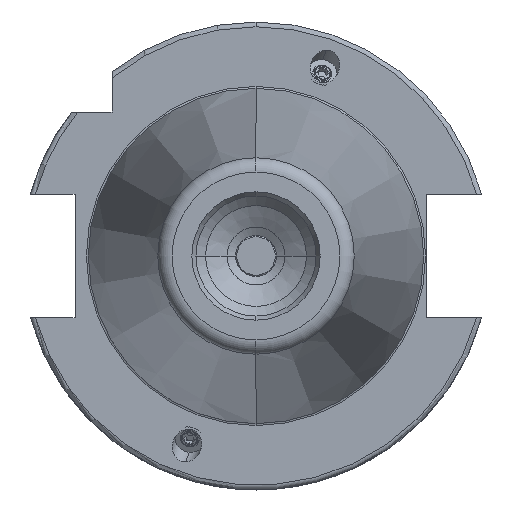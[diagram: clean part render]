
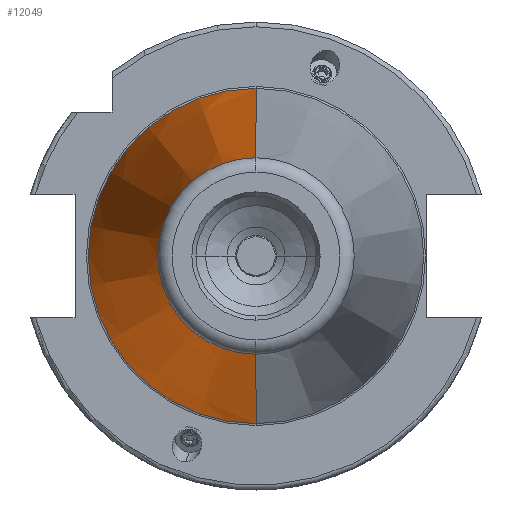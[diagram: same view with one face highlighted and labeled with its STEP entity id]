
A CAD part, left-side view. The second image highlights one B-rep face of the part: STEP entity #12049.
In plain terms, the highlighted conical face has half-angle 8.297 degrees and reference radius 34.925 mm.
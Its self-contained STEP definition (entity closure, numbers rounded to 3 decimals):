
#11 = CARTESIAN_POINT ( 'NONE',  ( -99.183, -20.461, 0. ) ) ;
#159 = VERTEX_POINT ( 'NONE', #11 ) ;
#554 = VECTOR ( 'NONE', #7117, 1000. ) ;
#1221 = CONICAL_SURFACE ( 'NONE', #2531, 34.925, 0.145 ) ;
#1476 = LINE ( 'NONE', #12641, #5756 ) ;
#1539 = ORIENTED_EDGE ( 'NONE', *, *, #3980, .T. ) ;
#1811 = AXIS2_PLACEMENT_3D ( 'NONE', #5240, #8280, #6074 ) ;
#1964 = ORIENTED_EDGE ( 'NONE', *, *, #2049, .T. ) ;
#2044 = CARTESIAN_POINT ( 'NONE',  ( -99.183, 20.461, 0. ) ) ;
#2049 = EDGE_CURVE ( 'NONE', #4456, #11329, #9707, .T. ) ;
#2271 = DIRECTION ( 'NONE',  ( 0., -1., 0. ) ) ;
#2531 = AXIS2_PLACEMENT_3D ( 'NONE', #7929, #3031, #11965 ) ;
#3031 = DIRECTION ( 'NONE',  ( 1., 0., 0. ) ) ;
#3078 = AXIS2_PLACEMENT_3D ( 'NONE', #7377, #9518, #2271 ) ;
#3118 = EDGE_CURVE ( 'NONE', #159, #5123, #10378, .T. ) ;
#3980 = EDGE_CURVE ( 'NONE', #159, #4456, #11180, .T. ) ;
#4456 = VERTEX_POINT ( 'NONE', #8204 ) ;
#5123 = VERTEX_POINT ( 'NONE', #2044 ) ;
#5240 = CARTESIAN_POINT ( 'NONE',  ( -99.183, 0., 0. ) ) ;
#5756 = VECTOR ( 'NONE', #9538, 1000. ) ;
#6074 = DIRECTION ( 'NONE',  ( 0., -1., 0. ) ) ;
#6954 = EDGE_CURVE ( 'NONE', #5123, #11329, #1476, .T. ) ;
#7047 = ORIENTED_EDGE ( 'NONE', *, *, #6954, .F. ) ;
#7117 = DIRECTION ( 'NONE',  ( 0.99, -0.144, 0. ) ) ;
#7377 = CARTESIAN_POINT ( 'NONE',  ( 0., 0., 0. ) ) ;
#7430 = CARTESIAN_POINT ( 'NONE',  ( 0., 34.925, 0. ) ) ;
#7526 = CARTESIAN_POINT ( 'NONE',  ( 0., -34.925, 0. ) ) ;
#7929 = CARTESIAN_POINT ( 'NONE',  ( 0., 0., 0. ) ) ;
#8204 = CARTESIAN_POINT ( 'NONE',  ( 0., -34.925, 0. ) ) ;
#8280 = DIRECTION ( 'NONE',  ( -1., 0., 0. ) ) ;
#9518 = DIRECTION ( 'NONE',  ( -1., 0., 0. ) ) ;
#9538 = DIRECTION ( 'NONE',  ( 0.99, 0.144, 0. ) ) ;
#9707 = CIRCLE ( 'NONE', #3078, 34.925 ) ;
#10378 = CIRCLE ( 'NONE', #1811, 20.461 ) ;
#11180 = LINE ( 'NONE', #7526, #554 ) ;
#11329 = VERTEX_POINT ( 'NONE', #7430 ) ;
#11474 = ORIENTED_EDGE ( 'NONE', *, *, #3118, .F. ) ;
#11965 = DIRECTION ( 'NONE',  ( 0., 1., 0. ) ) ;
#12049 = ADVANCED_FACE ( 'NONE', ( #12089 ), #1221, .T. ) ;
#12089 = FACE_OUTER_BOUND ( 'NONE', #13023, .T. ) ;
#12641 = CARTESIAN_POINT ( 'NONE',  ( 0., 34.925, 0. ) ) ;
#13023 = EDGE_LOOP ( 'NONE', ( #11474, #1539, #1964, #7047 ) ) ;
